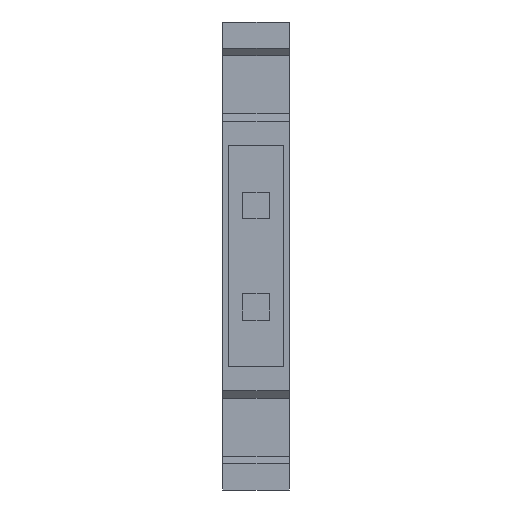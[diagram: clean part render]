
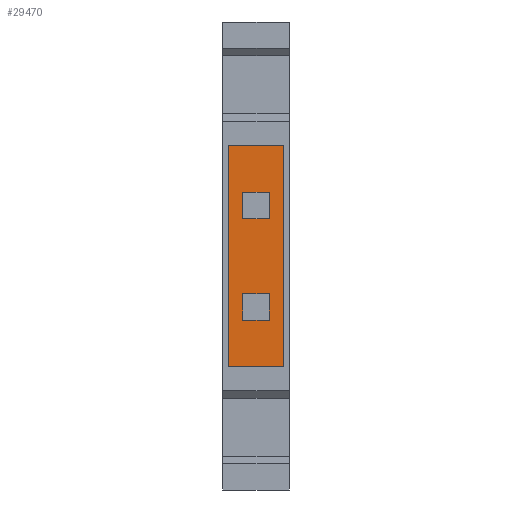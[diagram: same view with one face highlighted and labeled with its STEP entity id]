
A CAD part, top view. The second image highlights one B-rep face of the part: STEP entity #29470.
In plain terms, the highlighted face is planar.
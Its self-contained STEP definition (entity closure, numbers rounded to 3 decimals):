
#22290=CARTESIAN_POINT('',(26.403,59.262,0.5));
#22300=VERTEX_POINT('',#22290);
#22330=CARTESIAN_POINT('',(26.403,59.262,
0.));
#22340=DIRECTION('',(0.,0.,1.));
#22350=VECTOR('',#22340,1.);
#22360=LINE('',#22330,#22350);
#22370=CARTESIAN_POINT('',(26.403,59.262,5.5));
#22380=VERTEX_POINT('',#22370);
#22390=EDGE_CURVE('',#22300,#22380,#22360,.T.);
#23530=CARTESIAN_POINT('',(46.403,59.262,0.5));
#23540=VERTEX_POINT('',#23530);
#23570=CARTESIAN_POINT('',(0.,59.262,0.5));
#23580=DIRECTION('',(-1.,0.,0.));
#23590=VECTOR('',#23580,1.);
#23600=LINE('',#23570,#23590);
#23610=EDGE_CURVE('',#23540,#22300,#23600,.T.);
#24390=CARTESIAN_POINT('',(46.403,59.262,5.5));
#24400=VERTEX_POINT('',#24390);
#24430=CARTESIAN_POINT('',(46.403,59.262,
0.));
#24440=DIRECTION('',(0.,0.,-1.));
#24450=VECTOR('',#24440,1.);
#24460=LINE('',#24430,#24450);
#24470=EDGE_CURVE('',#24400,#23540,#24460,.T.);
#27960=CARTESIAN_POINT('',(39.803,59.262,
4.2));
#27970=VERTEX_POINT('',#27960);
#28140=CARTESIAN_POINT('',(42.203,59.262,
4.2));
#28150=VERTEX_POINT('',#28140);
#28180=CARTESIAN_POINT('',(0.,59.262,4.2));
#28190=DIRECTION('',(-1.,0.,0.));
#28200=VECTOR('',#28190,1.);
#28210=LINE('',#28180,#28200);
#28220=EDGE_CURVE('',#28150,#27970,#28210,.T.);
#28720=CARTESIAN_POINT('',(26.403,59.262,
3.));
#28730=DIRECTION('',(0.,-1.,0.));
#28740=DIRECTION('',(1.,0.,0.));
#28750=AXIS2_PLACEMENT_3D('',#28720,#28730,#28740);
#28760=PLANE('',#28750);
#28770=CARTESIAN_POINT('',(42.203,59.262,0.));
#28780=DIRECTION('',(0.,0.,-1.));
#28790=VECTOR('',#28780,1.);
#28800=LINE('',#28770,#28790);
#28810=CARTESIAN_POINT('',(42.203,59.262,
1.8));
#28820=VERTEX_POINT('',#28810);
#28830=EDGE_CURVE('',#28150,#28820,#28800,.T.);
#28840=ORIENTED_EDGE('',*,*,#28830,.F.);
#28850=CARTESIAN_POINT('',(0.,59.262,1.8));
#28860=DIRECTION('',(1.,0.,0.));
#28870=VECTOR('',#28860,1.);
#28880=LINE('',#28850,#28870);
#28890=CARTESIAN_POINT('',(39.803,59.262,
1.8));
#28900=VERTEX_POINT('',#28890);
#28910=EDGE_CURVE('',#28900,#28820,#28880,.T.);
#28920=ORIENTED_EDGE('',*,*,#28910,.T.);
#28930=CARTESIAN_POINT('',(39.803,59.262,0.));
#28940=DIRECTION('',(0.,0.,1.));
#28950=VECTOR('',#28940,1.);
#28960=LINE('',#28930,#28950);
#28970=EDGE_CURVE('',#28900,#27970,#28960,.T.);
#28980=ORIENTED_EDGE('',*,*,#28970,.F.);
#28990=ORIENTED_EDGE('',*,*,#28220,.T.);
#29000=EDGE_LOOP('',(#28990,#28980,#28920,#28840));
#29010=FACE_BOUND('',#29000,.T.);
#29020=CARTESIAN_POINT('',(0.,59.262,4.2));
#29030=DIRECTION('',(-1.,0.,0.));
#29040=VECTOR('',#29030,1.);
#29050=LINE('',#29020,#29040);
#29060=CARTESIAN_POINT('',(33.003,59.262,
4.2));
#29070=VERTEX_POINT('',#29060);
#29080=CARTESIAN_POINT('',(30.603,59.262,
4.2));
#29090=VERTEX_POINT('',#29080);
#29100=EDGE_CURVE('',#29070,#29090,#29050,.T.);
#29110=ORIENTED_EDGE('',*,*,#29100,.T.);
#29120=CARTESIAN_POINT('',(33.003,59.262,0.));
#29130=DIRECTION('',(0.,0.,-1.));
#29140=VECTOR('',#29130,1.);
#29150=LINE('',#29120,#29140);
#29160=CARTESIAN_POINT('',(33.003,59.262,
1.8));
#29170=VERTEX_POINT('',#29160);
#29180=EDGE_CURVE('',#29070,#29170,#29150,.T.);
#29190=ORIENTED_EDGE('',*,*,#29180,.F.);
#29200=CARTESIAN_POINT('',(0.,59.262,1.8));
#29210=DIRECTION('',(1.,0.,0.));
#29220=VECTOR('',#29210,1.);
#29230=LINE('',#29200,#29220);
#29240=CARTESIAN_POINT('',(30.603,59.262,
1.8));
#29250=VERTEX_POINT('',#29240);
#29260=EDGE_CURVE('',#29250,#29170,#29230,.T.);
#29270=ORIENTED_EDGE('',*,*,#29260,.T.);
#29280=CARTESIAN_POINT('',(30.603,59.262,0.));
#29290=DIRECTION('',(0.,0.,1.));
#29300=VECTOR('',#29290,1.);
#29310=LINE('',#29280,#29300);
#29320=EDGE_CURVE('',#29250,#29090,#29310,.T.);
#29330=ORIENTED_EDGE('',*,*,#29320,.F.);
#29340=EDGE_LOOP('',(#29330,#29270,#29190,#29110));
#29350=FACE_BOUND('',#29340,.T.);
#29360=ORIENTED_EDGE('',*,*,#24470,.T.);
#29370=CARTESIAN_POINT('',(0.,59.262,5.5));
#29380=DIRECTION('',(1.,0.,0.));
#29390=VECTOR('',#29380,1.);
#29400=LINE('',#29370,#29390);
#29410=EDGE_CURVE('',#22380,#24400,#29400,.T.);
#29420=ORIENTED_EDGE('',*,*,#29410,.T.);
#29430=ORIENTED_EDGE('',*,*,#22390,.T.);
#29440=ORIENTED_EDGE('',*,*,#23610,.T.);
#29450=EDGE_LOOP('',(#29440,#29430,#29420,#29360));
#29460=FACE_OUTER_BOUND('',#29450,.T.);
#29470=ADVANCED_FACE('',(#29010,#29350,#29460),#28760,.F.);
